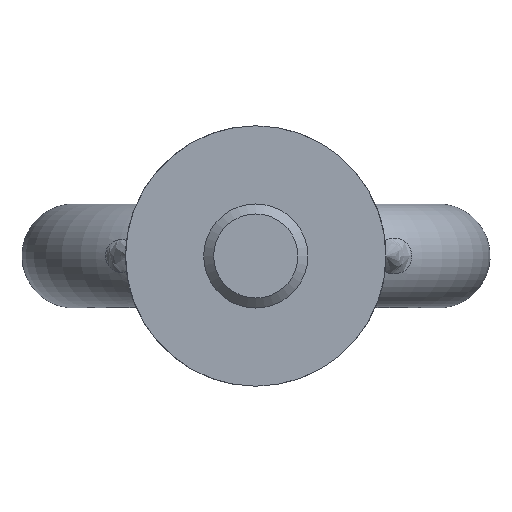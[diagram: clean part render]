
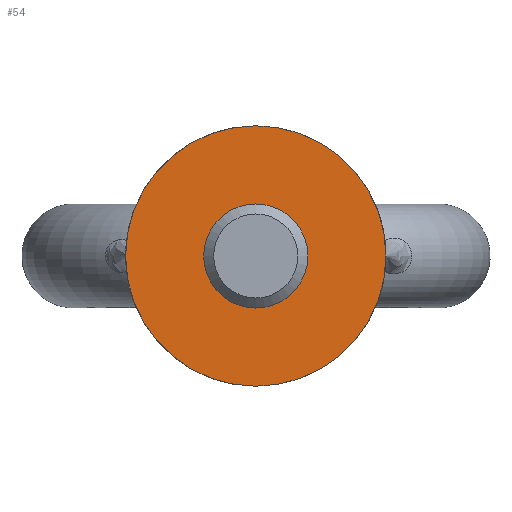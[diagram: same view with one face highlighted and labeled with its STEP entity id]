
A CAD part, front view. The second image highlights one B-rep face of the part: STEP entity #54.
In plain terms, the highlighted planar face has unit normal (0, -1, 0).
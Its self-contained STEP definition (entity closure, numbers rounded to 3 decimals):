
#54 = ADVANCED_FACE( '', ( #111, #112 ), #113, .F. );
#111 = FACE_BOUND( '', #202, .T. );
#112 = FACE_OUTER_BOUND( '', #203, .T. );
#113 = PLANE( '', #204 );
#202 = EDGE_LOOP( '', ( #305 ) );
#203 = EDGE_LOOP( '', ( #306 ) );
#204 = AXIS2_PLACEMENT_3D( '', #307, #308, #309 );
#305 = ORIENTED_EDGE( '', *, *, #374, .F. );
#306 = ORIENTED_EDGE( '', *, *, #375, .T. );
#307 = CARTESIAN_POINT( '', ( 10., 0., 0. ) );
#308 = DIRECTION( '', ( 0., 1., 0. ) );
#309 = DIRECTION( '', ( 0., 0., 1. ) );
#374 = EDGE_CURVE( '', #426, #426, #427, .F. );
#375 = EDGE_CURVE( '', #420, #420, #428, .T. );
#420 = VERTEX_POINT( '', #731 );
#426 = VERTEX_POINT( '', #747 );
#427 = CIRCLE( '', #748, 3. );
#428 = CIRCLE( '', #749, 10. );
#731 = CARTESIAN_POINT( '', ( 10., 0., 0. ) );
#747 = CARTESIAN_POINT( '', ( 0., 0., 3. ) );
#748 = AXIS2_PLACEMENT_3D( '', #800, #801, #802 );
#749 = AXIS2_PLACEMENT_3D( '', #803, #804, #805 );
#800 = CARTESIAN_POINT( '', ( 0., 0., 0. ) );
#801 = DIRECTION( '', ( 0., 1., 0. ) );
#802 = DIRECTION( '', ( 0., 0., 1. ) );
#803 = CARTESIAN_POINT( '', ( 0., 0., 0. ) );
#804 = DIRECTION( '', ( 0., -1., 0. ) );
#805 = DIRECTION( '', ( 0., 0., -1. ) );
